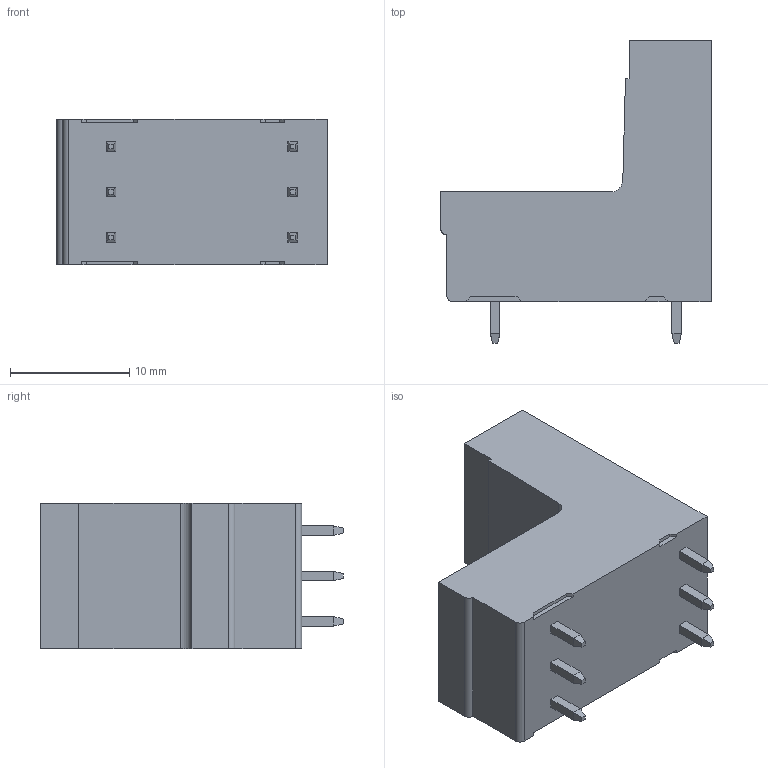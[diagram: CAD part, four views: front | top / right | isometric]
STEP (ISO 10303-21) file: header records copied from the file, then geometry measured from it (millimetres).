
FILE_DESCRIPTION((''),'2;1');
FILE_NAME('TLPHDC-105V-1','2024-09-19T09:28:41',('sheji109'),(''),'CREO PARAMETRIC BY PTC INC, 2018100','CREO PARAMETRIC BY PTC INC, 2018100','');
FILE_SCHEMA(('CONFIG_CONTROL_DESIGN'));
Length unit declared in the file: millimetre
Products named in the file (1): TLPHDC-105V-1
Bounding box: 22.7 x 25.4 x 12.22 mm (x, y, z)
Volume: 2893.4 mm3; surface area: 3288.3 mm2
Topology: 1 solids, 3 shells, 434 faces, 1125 edges, 719 vertices
Faces by surface type: plane 395, cylinder 30, cone 6, sphere 3
Entity records: 13012 total; most frequent: CARTESIAN_POINT 2373, ORIENTED_EDGE 2244, DIRECTION 2052, EDGE_CURVE 1122, VECTOR 1012, LINE 1012, VERTEX_POINT 719, AXIS2_PLACEMENT_3D 520
